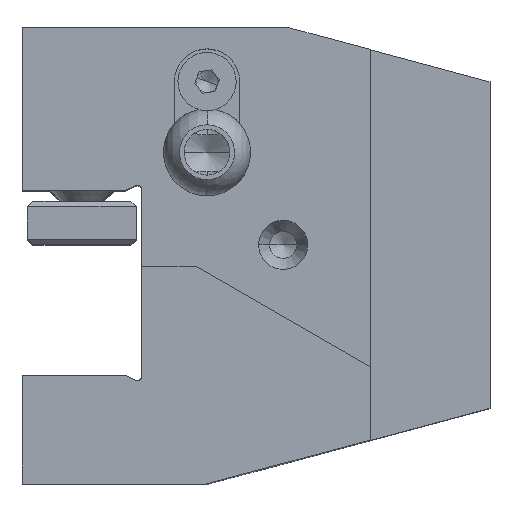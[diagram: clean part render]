
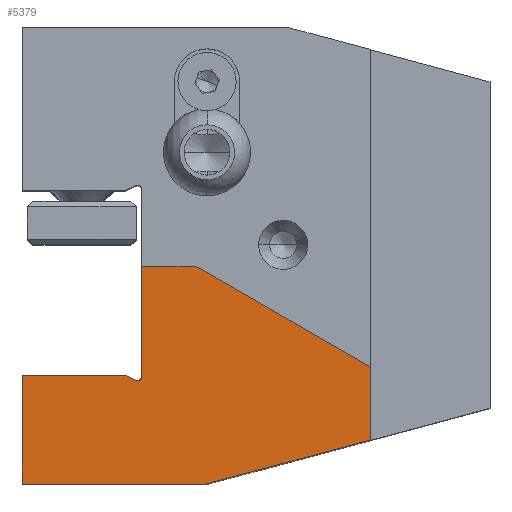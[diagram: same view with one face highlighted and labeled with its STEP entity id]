
A CAD part, top view. The second image highlights one B-rep face of the part: STEP entity #5379.
In plain terms, the highlighted planar face has unit normal (0, 0, 1).
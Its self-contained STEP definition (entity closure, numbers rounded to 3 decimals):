
#13 = EDGE_CURVE ( 'NONE', #4368, #4569, #2679, .T. ) ;
#148 = CARTESIAN_POINT ( 'NONE',  ( -32.301, -14.444, 48.443 ) ) ;
#159 = EDGE_CURVE ( 'NONE', #5014, #6067, #4979, .T. ) ;
#180 = VERTEX_POINT ( 'NONE', #1260 ) ;
#220 = VECTOR ( 'NONE', #2924, 1000. ) ;
#451 = DIRECTION ( 'NONE',  ( 0.906, -0.423, 0. ) ) ;
#562 = ORIENTED_EDGE ( 'NONE', *, *, #8186, .F. ) ;
#575 = VERTEX_POINT ( 'NONE', #761 ) ;
#649 = VECTOR ( 'NONE', #989, 1000. ) ;
#706 = CARTESIAN_POINT ( 'NONE',  ( -25.801, -4.444, 48.443 ) ) ;
#761 = CARTESIAN_POINT ( 'NONE',  ( -41.801, -14.444, 48.443 ) ) ;
#772 = VECTOR ( 'NONE', #7909, 1000. ) ;
#989 = DIRECTION ( 'NONE',  ( 1., 0., 0. ) ) ;
#1124 = ORIENTED_EDGE ( 'NONE', *, *, #8642, .F. ) ;
#1260 = CARTESIAN_POINT ( 'NONE',  ( -9.801, -13.681, 48.443 ) ) ;
#1276 = DIRECTION ( 'NONE',  ( 0., -1., 0. ) ) ;
#1898 = CARTESIAN_POINT ( 'NONE',  ( -30.801, 2.628, 48.443 ) ) ;
#2246 = AXIS2_PLACEMENT_3D ( 'NONE', #4762, #4071, #8244 ) ;
#2327 = CARTESIAN_POINT ( 'NONE',  ( -24.926, -24.444, 48.443 ) ) ;
#2340 = VERTEX_POINT ( 'NONE', #8511 ) ;
#2407 = VECTOR ( 'NONE', #5995, 1000. ) ;
#2422 = DIRECTION ( 'NONE',  ( 1., 0., 0. ) ) ;
#2492 = ORIENTED_EDGE ( 'NONE', *, *, #159, .F. ) ;
#2504 = LINE ( 'NONE', #5398, #649 ) ;
#2626 = LINE ( 'NONE', #706, #772 ) ;
#2679 = LINE ( 'NONE', #7419, #4755 ) ;
#2750 = FACE_OUTER_BOUND ( 'NONE', #6821, .T. ) ;
#2924 = DIRECTION ( 'NONE',  ( 0., -1., 0. ) ) ;
#2973 = LINE ( 'NONE', #8286, #6527 ) ;
#3757 = LINE ( 'NONE', #4928, #4185 ) ;
#3861 = ORIENTED_EDGE ( 'NONE', *, *, #6438, .F. ) ;
#4071 = DIRECTION ( 'NONE',  ( 0., 0., 1. ) ) ;
#4185 = VECTOR ( 'NONE', #1276, 1000. ) ;
#4216 = ORIENTED_EDGE ( 'NONE', *, *, #6904, .F. ) ;
#4295 = CARTESIAN_POINT ( 'NONE',  ( -25.801, -4.444, 48.443 ) ) ;
#4345 = CARTESIAN_POINT ( 'NONE',  ( -41.801, -14.444, 48.443 ) ) ;
#4368 = VERTEX_POINT ( 'NONE', #5913 ) ;
#4446 = VERTEX_POINT ( 'NONE', #4295 ) ;
#4569 = VERTEX_POINT ( 'NONE', #2327 ) ;
#4606 = VECTOR ( 'NONE', #2422, 1000. ) ;
#4715 = VERTEX_POINT ( 'NONE', #148 ) ;
#4755 = VECTOR ( 'NONE', #8812, 1000. ) ;
#4762 = CARTESIAN_POINT ( 'NONE',  ( -31.201, -14.515, 48.443 ) ) ;
#4928 = CARTESIAN_POINT ( 'NONE',  ( -41.801, 17.556, 48.443 ) ) ;
#4932 = LINE ( 'NONE', #4345, #8213 ) ;
#4979 = CIRCLE ( 'NONE', #2246, 0.4 ) ;
#5014 = VERTEX_POINT ( 'NONE', #8367 ) ;
#5347 = EDGE_CURVE ( 'NONE', #4715, #5014, #2973, .T. ) ;
#5379 = ADVANCED_FACE ( 'NONE', ( #2750 ), #7855, .T. ) ;
#5398 = CARTESIAN_POINT ( 'NONE',  ( -41.801, -24.444, 48.443 ) ) ;
#5435 = DIRECTION ( 'NONE',  ( 0., 0., 1. ) ) ;
#5704 = ORIENTED_EDGE ( 'NONE', *, *, #8127, .T. ) ;
#5825 = LINE ( 'NONE', #7203, #220 ) ;
#5913 = CARTESIAN_POINT ( 'NONE',  ( -9.801, -20.391, 48.443 ) ) ;
#5995 = DIRECTION ( 'NONE',  ( 0., 1., 0. ) ) ;
#6042 = ORIENTED_EDGE ( 'NONE', *, *, #13, .F. ) ;
#6067 = VERTEX_POINT ( 'NONE', #6258 ) ;
#6120 = AXIS2_PLACEMENT_3D ( 'NONE', #9028, #5435, #7731 ) ;
#6122 = ORIENTED_EDGE ( 'NONE', *, *, #6448, .F. ) ;
#6168 = LINE ( 'NONE', #1898, #2407 ) ;
#6200 = ORIENTED_EDGE ( 'NONE', *, *, #7628, .T. ) ;
#6258 = CARTESIAN_POINT ( 'NONE',  ( -30.801, -14.515, 48.443 ) ) ;
#6407 = CARTESIAN_POINT ( 'NONE',  ( -30.801, -4.444, 48.443 ) ) ;
#6422 = VERTEX_POINT ( 'NONE', #6407 ) ;
#6438 = EDGE_CURVE ( 'NONE', #4446, #180, #2626, .T. ) ;
#6448 = EDGE_CURVE ( 'NONE', #6067, #6422, #6168, .T. ) ;
#6527 = VECTOR ( 'NONE', #451, 1000. ) ;
#6821 = EDGE_LOOP ( 'NONE', ( #3861, #1124, #6122, #2492, #8767, #4216, #6200, #5704, #6042, #562 ) ) ;
#6904 = EDGE_CURVE ( 'NONE', #575, #4715, #4932, .T. ) ;
#6925 = LINE ( 'NONE', #8143, #4606 ) ;
#7203 = CARTESIAN_POINT ( 'NONE',  ( -9.801, 15.504, 48.443 ) ) ;
#7419 = CARTESIAN_POINT ( 'NONE',  ( 1.199, -17.444, 48.443 ) ) ;
#7628 = EDGE_CURVE ( 'NONE', #575, #2340, #3757, .T. ) ;
#7731 = DIRECTION ( 'NONE',  ( 1., 0., 0. ) ) ;
#7802 = DIRECTION ( 'NONE',  ( 1., 0., 0. ) ) ;
#7855 = PLANE ( 'NONE',  #6120 ) ;
#7909 = DIRECTION ( 'NONE',  ( 0.866, -0.5, 0. ) ) ;
#8127 = EDGE_CURVE ( 'NONE', #2340, #4569, #2504, .T. ) ;
#8143 = CARTESIAN_POINT ( 'NONE',  ( -30.801, -4.444, 48.443 ) ) ;
#8186 = EDGE_CURVE ( 'NONE', #180, #4368, #5825, .T. ) ;
#8213 = VECTOR ( 'NONE', #7802, 1000. ) ;
#8244 = DIRECTION ( 'NONE',  ( -1., 0., 0. ) ) ;
#8286 = CARTESIAN_POINT ( 'NONE',  ( -32.301, -14.444, 48.443 ) ) ;
#8367 = CARTESIAN_POINT ( 'NONE',  ( -31.37, -14.878, 48.443 ) ) ;
#8511 = CARTESIAN_POINT ( 'NONE',  ( -41.801, -24.444, 48.443 ) ) ;
#8642 = EDGE_CURVE ( 'NONE', #6422, #4446, #6925, .T. ) ;
#8767 = ORIENTED_EDGE ( 'NONE', *, *, #5347, .F. ) ;
#8812 = DIRECTION ( 'NONE',  ( -0.966, -0.259, 0. ) ) ;
#9028 = CARTESIAN_POINT ( 'NONE',  ( -41.801, -24.444, 48.443 ) ) ;
